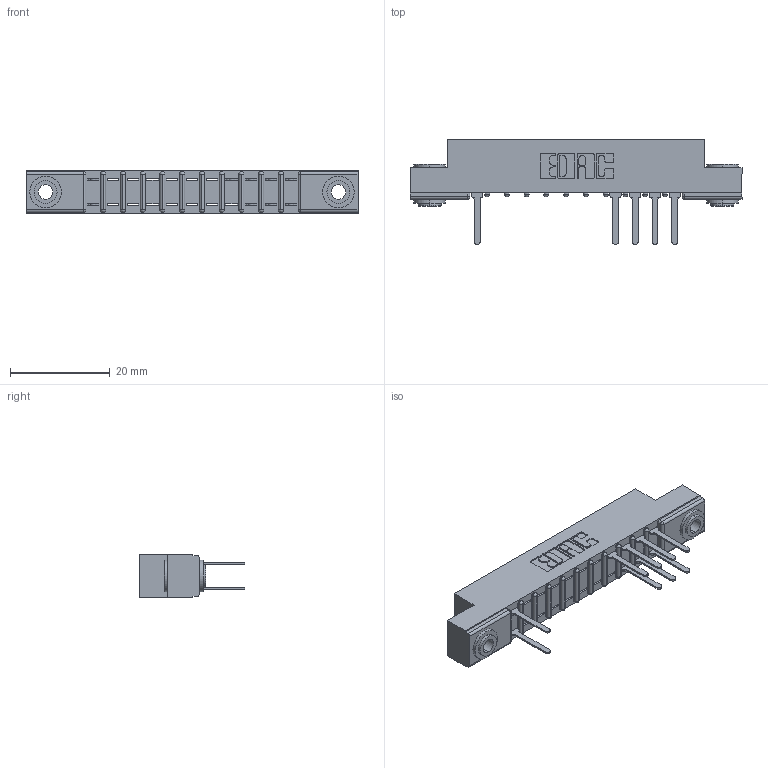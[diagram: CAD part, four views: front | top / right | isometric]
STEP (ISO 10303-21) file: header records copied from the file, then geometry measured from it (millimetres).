
FILE_DESCRIPTION (( 'STEP AP203' ), '1' );
FILE_NAME ('307-022-522-203.STEP', '2018-08-04T04:07:41', ( '' ), ( '' ), 'SwSTEP 2.0', 'SolidWorks 2016', '' );
FILE_SCHEMA (( 'CONFIG_CONTROL_DESIGN' ));
Length unit declared in the file: inch
Products named in the file (4): 307 Part_.156 Dia Mounting Holes; 307-290-001_522; 345-250-002_345-250-002-102; 307-022-522-203
Assembly tree (12 placements, depth 2):
  307-022-522-203
    307 Part_.156 Dia Mounting Holes
    307-290-001_522  x9
    345-250-002_345-250-002-102  x2
Bounding box: 66.6 x 21.11 x 8.71 mm (x, y, z)
Volume: 4209.9 mm3; surface area: 6216.8 mm2
Topology: 12 solids, 12 shells, 726 faces, 2021 edges, 1298 vertices
Faces by surface type: plane 451, cylinder 243, sphere 24, cone 8
Entity records: 14221 total; most frequent: CARTESIAN_POINT 2371, ORIENTED_EDGE 2350, DIRECTION 2337, EDGE_CURVE 1175, VECTOR 881, LINE 881, VERTEX_POINT 762, AXIS2_PLACEMENT_3D 728
